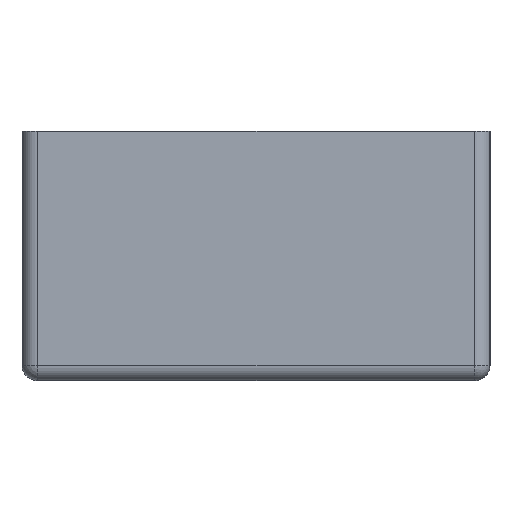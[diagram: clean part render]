
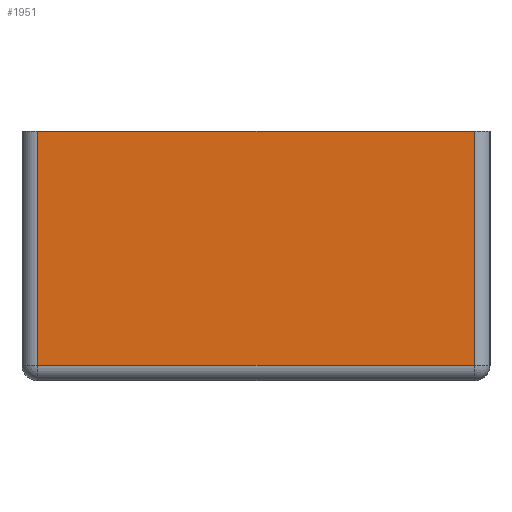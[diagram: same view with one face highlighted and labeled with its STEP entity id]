
A CAD part, left-side view. The second image highlights one B-rep face of the part: STEP entity #1951.
In plain terms, the highlighted planar face has unit normal (-1, 0, 0).
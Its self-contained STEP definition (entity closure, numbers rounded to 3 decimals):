
#83=PLANE('',#2127);
#161=FACE_OUTER_BOUND('',#293,.T.);
#293=EDGE_LOOP('',(#1441,#1442,#1443,#1444));
#451=LINE('',#3006,#611);
#467=LINE('',#3079,#627);
#470=LINE('',#3098,#630);
#473=LINE('',#3102,#633);
#611=VECTOR('',#2352,10.);
#627=VECTOR('',#2432,10.);
#630=VECTOR('',#2455,10.);
#633=VECTOR('',#2460,10.);
#886=VERTEX_POINT('',#3003);
#887=VERTEX_POINT('',#3005);
#910=VERTEX_POINT('',#3071);
#918=VERTEX_POINT('',#3094);
#1064=EDGE_CURVE('',#886,#887,#451,.T.);
#1101=EDGE_CURVE('',#910,#886,#467,.T.);
#1110=EDGE_CURVE('',#887,#918,#470,.T.);
#1113=EDGE_CURVE('',#918,#910,#473,.T.);
#1441=ORIENTED_EDGE('',*,*,#1101,.F.);
#1442=ORIENTED_EDGE('',*,*,#1113,.F.);
#1443=ORIENTED_EDGE('',*,*,#1110,.F.);
#1444=ORIENTED_EDGE('',*,*,#1064,.F.);
#1951=ADVANCED_FACE('',(#161),#83,.T.);
#2127=AXIS2_PLACEMENT_3D('',#3122,#2485,#2486);
#2352=DIRECTION('',(0.,-1.,0.));
#2432=DIRECTION('',(0.,0.,1.));
#2455=DIRECTION('',(0.,0.,-1.));
#2460=DIRECTION('',(0.,1.,0.));
#2485=DIRECTION('center_axis',(-1.,0.,0.));
#2486=DIRECTION('ref_axis',(0.,0.,1.));
#3003=CARTESIAN_POINT('',(-42.5,26.5,12.5));
#3005=CARTESIAN_POINT('',(-42.5,-29.5,12.5));
#3006=CARTESIAN_POINT('',(-42.5,-26.5,12.5));
#3071=CARTESIAN_POINT('',(-42.5,26.5,-17.5));
#3079=CARTESIAN_POINT('',(-42.5,26.5,6.191));
#3094=CARTESIAN_POINT('',(-42.5,-29.5,-17.5));
#3098=CARTESIAN_POINT('',(-42.5,-29.5,-6.191));
#3102=CARTESIAN_POINT('',(-42.5,-1.5,-17.5));
#3122=CARTESIAN_POINT('Origin',(-42.5,-1.5,0.));
